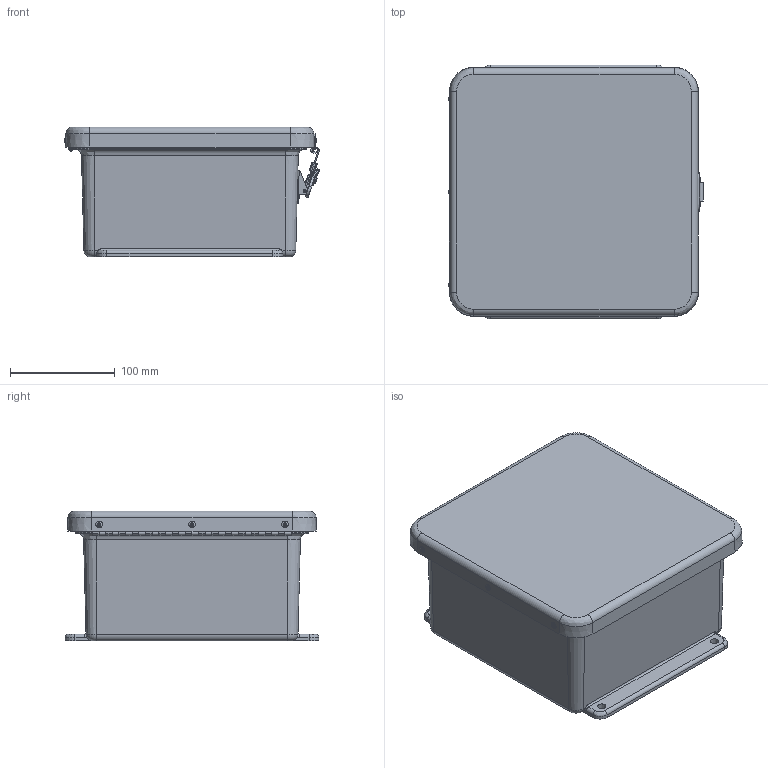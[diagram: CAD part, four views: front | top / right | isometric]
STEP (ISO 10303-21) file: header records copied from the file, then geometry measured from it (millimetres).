
FILE_DESCRIPTION (( 'STEP AP214' ), '1' );
FILE_NAME ('M808HLL.STEP', '2018-11-06T15:28:44', ( '' ), ( '' ), 'SwSTEP 2.0', 'SolidWorks 2018', '' );
FILE_SCHEMA (( 'AUTOMOTIVE_DESIGN' ));
Length unit declared in the file: inch
Products named in the file (1): M808HLL
Bounding box: 243.8 x 242.86 x 124.12 mm (x, y, z)
Volume: 848329.4 mm3; surface area: 483778.8 mm2
Topology: 31 solids, 31 shells, 860 faces, 2098 edges, 1330 vertices
Faces by surface type: plane 336, cylinder 329, bspline 141, cone 47, torus 7
Full cylindrical faces by diameter (mm): 2.159 x31, 2.4 x1, 2.7 x2, 3 x1, 3.175 x10, 3.25 x1, 3.302 x2, 3.327 x6, 3.5 x1, 3.556 x10, 3.861 x8, 3.962 x7, 4.2 x2, 4.609 x1, 4.618 x1, 4.7 x1, 4.9 x1, 5 x2, 5.3 x1, 5.537 x4, 6.35 x10, 6.858 x4, 13.3 x1, 13.5 x1
Entity records: 45658 total; most frequent: CARTESIAN_POINT 15007, ORIENTED_EDGE 3874, DIRECTION 3685, EDGE_CURVE 1937, AXIS2_PLACEMENT_3D 1371, VERTEX_POINT 1307, EDGE_LOOP 1162, FACE_OUTER_BOUND 975
